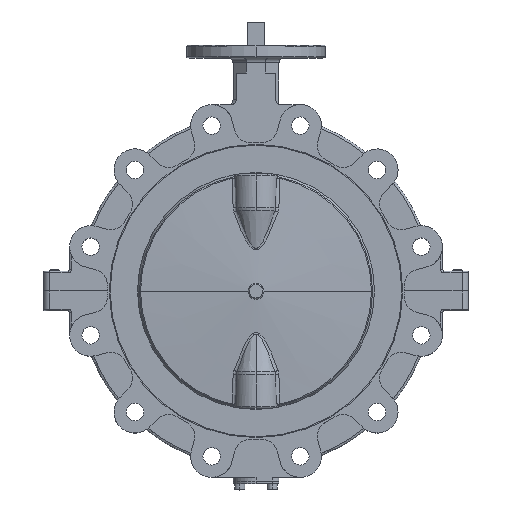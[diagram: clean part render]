
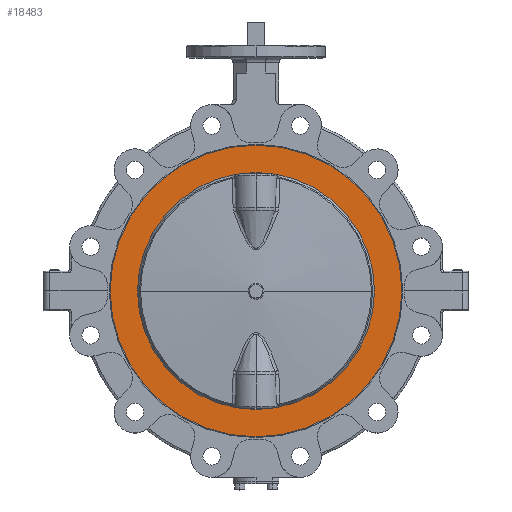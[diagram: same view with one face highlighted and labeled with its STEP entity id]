
A CAD part, top view. The second image highlights one B-rep face of the part: STEP entity #18483.
In plain terms, the highlighted planar face has unit normal (0, 0, 1).
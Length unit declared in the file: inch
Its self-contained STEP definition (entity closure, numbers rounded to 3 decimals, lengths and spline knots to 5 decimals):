
#979 = CARTESIAN_POINT ( 'NONE',  ( -0.02696, 0., 2.95276 ) ) ;
#5786 = DIRECTION ( 'NONE',  ( 0., 1., 0. ) ) ;
#6574 = CIRCLE ( 'NONE', #19796, 5.88583 ) ;
#6637 = CARTESIAN_POINT ( 'NONE',  ( -0.02696, 0., 2.95276 ) ) ;
#6741 = DIRECTION ( 'NONE',  ( 0., 1., 0. ) ) ;
#6932 = DIRECTION ( 'NONE',  ( 0., 1., 0. ) ) ;
#7115 = EDGE_LOOP ( 'NONE', ( #28991, #23660 ) ) ;
#8362 = CIRCLE ( 'NONE', #25537, 7.24409 ) ;
#8368 = EDGE_CURVE ( 'NONE', #25007, #19826, #19916, .T. ) ;
#8686 = AXIS2_PLACEMENT_3D ( 'NONE', #27137, #29433, #19938 ) ;
#9120 = FACE_OUTER_BOUND ( 'NONE', #12285, .T. ) ;
#10591 = CARTESIAN_POINT ( 'NONE',  ( -0.02696, 0., 2.95276 ) ) ;
#10632 = CIRCLE ( 'NONE', #8686, 7.24409 ) ;
#12160 = ORIENTED_EDGE ( 'NONE', *, *, #26023, .T. ) ;
#12285 = EDGE_LOOP ( 'NONE', ( #29049, #12160 ) ) ;
#12604 = DIRECTION ( 'NONE',  ( 0., 1., 0. ) ) ;
#12956 = VERTEX_POINT ( 'NONE', #25932 ) ;
#13579 = EDGE_CURVE ( 'NONE', #19826, #25007, #6574, .T. ) ;
#18483 = ADVANCED_FACE ( 'NONE', ( #9120, #28088 ), #20769, .T. ) ;
#18541 = DIRECTION ( 'NONE',  ( 0., 0., 1. ) ) ;
#19659 = AXIS2_PLACEMENT_3D ( 'NONE', #6637, #27949, #6932 ) ;
#19796 = AXIS2_PLACEMENT_3D ( 'NONE', #979, #26855, #12604 ) ;
#19826 = VERTEX_POINT ( 'NONE', #28702 ) ;
#19916 = CIRCLE ( 'NONE', #23853, 5.88583 ) ;
#19938 = DIRECTION ( 'NONE',  ( 0., 1., 0. ) ) ;
#20769 = PLANE ( 'NONE',  #19659 ) ;
#21583 = EDGE_CURVE ( 'NONE', #28178, #12956, #10632, .T. ) ;
#21634 = CARTESIAN_POINT ( 'NONE',  ( -0.02696, -7.24409, 2.95276 ) ) ;
#22350 = CARTESIAN_POINT ( 'NONE',  ( -0.02696, 0., 2.95276 ) ) ;
#23660 = ORIENTED_EDGE ( 'NONE', *, *, #13579, .F. ) ;
#23853 = AXIS2_PLACEMENT_3D ( 'NONE', #10591, #18541, #6741 ) ;
#25007 = VERTEX_POINT ( 'NONE', #27301 ) ;
#25537 = AXIS2_PLACEMENT_3D ( 'NONE', #22350, #27094, #5786 ) ;
#25932 = CARTESIAN_POINT ( 'NONE',  ( -0.02696, 7.24409, 2.95276 ) ) ;
#26023 = EDGE_CURVE ( 'NONE', #12956, #28178, #8362, .T. ) ;
#26855 = DIRECTION ( 'NONE',  ( 0., 0., 1. ) ) ;
#27094 = DIRECTION ( 'NONE',  ( 0., 0., 1. ) ) ;
#27137 = CARTESIAN_POINT ( 'NONE',  ( -0.02696, 0., 2.95276 ) ) ;
#27301 = CARTESIAN_POINT ( 'NONE',  ( -0.02696, -5.88583, 2.95276 ) ) ;
#27949 = DIRECTION ( 'NONE',  ( 0., 0., 1. ) ) ;
#28088 = FACE_BOUND ( 'NONE', #7115, .T. ) ;
#28178 = VERTEX_POINT ( 'NONE', #21634 ) ;
#28702 = CARTESIAN_POINT ( 'NONE',  ( -0.02696, 5.88583, 2.95276 ) ) ;
#28991 = ORIENTED_EDGE ( 'NONE', *, *, #8368, .F. ) ;
#29049 = ORIENTED_EDGE ( 'NONE', *, *, #21583, .T. ) ;
#29433 = DIRECTION ( 'NONE',  ( 0., 0., 1. ) ) ;
